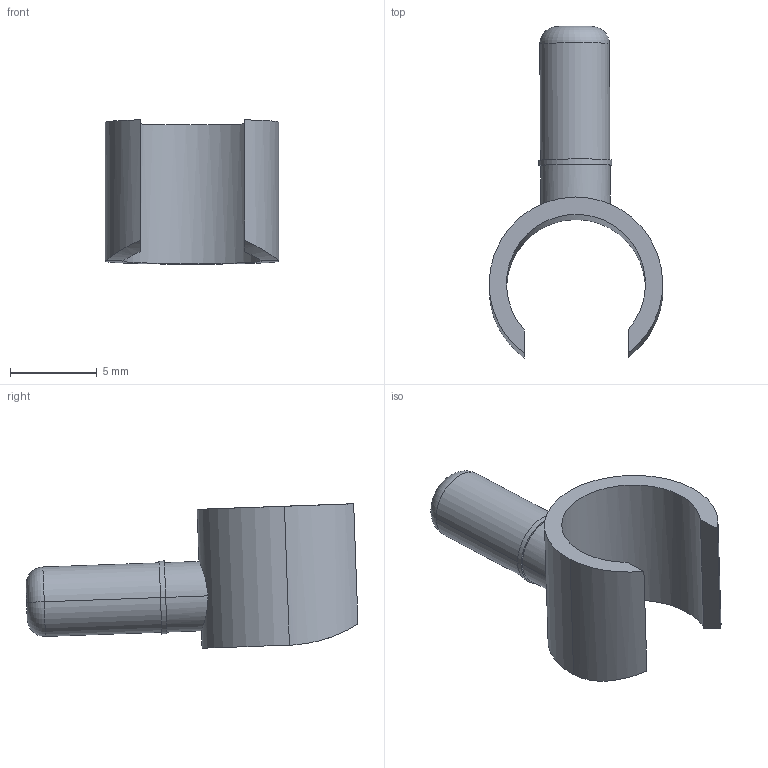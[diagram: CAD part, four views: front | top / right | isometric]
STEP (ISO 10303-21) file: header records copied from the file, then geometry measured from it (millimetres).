
FILE_DESCRIPTION(('CATIA V5 STEP Exchange'),'2;1');
FILE_NAME('palma.stp','2010-11-04T22:20:19+00:00',('none'),('none'),'CATIA Version 5 Release 19 SP 2 (IN-10)','CATIA V5 STEP AP203','none');
FILE_SCHEMA(('CONFIG_CONTROL_DESIGN'));
Length unit declared in the file: millimetre
Products named in the file (1): palma
Bounding box: 10 x 19.11 x 8.32 mm (x, y, z)
Volume: 296.4 mm3; surface area: 530.4 mm2
Topology: 1 solids, 1 shells, 23 faces, 52 edges, 34 vertices
Faces by surface type: cylinder 12, plane 9, torus 2
Entity records: 672 total; most frequent: CARTESIAN_POINT 162, ORIENTED_EDGE 104, DIRECTION 72, EDGE_CURVE 52, AXIS2_PLACEMENT_3D 40, VERTEX_POINT 34, EDGE_LOOP 26, CIRCLE 24
